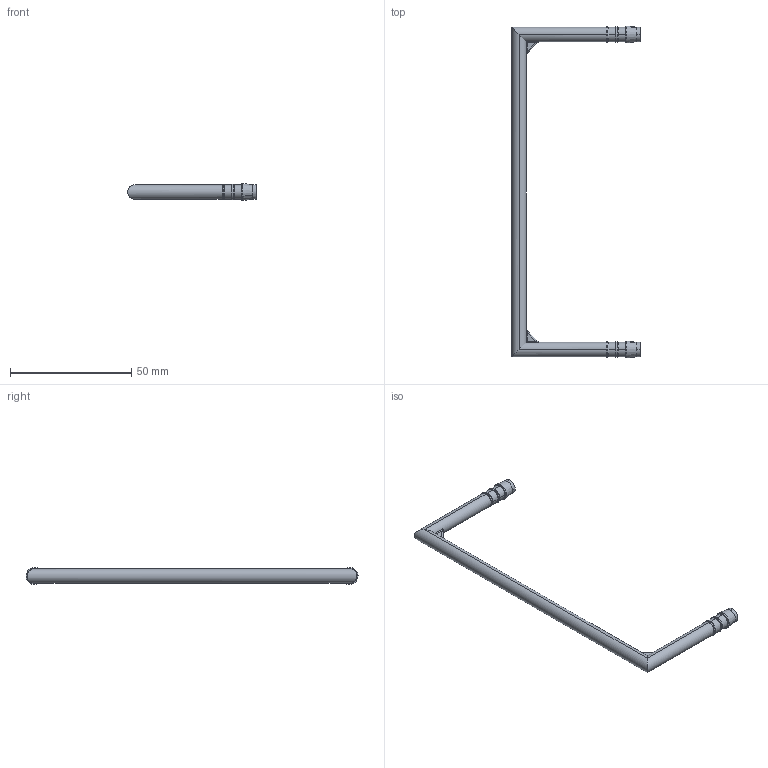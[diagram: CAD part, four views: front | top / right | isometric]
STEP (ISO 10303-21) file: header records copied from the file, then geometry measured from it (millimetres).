
FILE_DESCRIPTION(('CATIA V5 STEP Exchange'),'2;1');
FILE_NAME('Side.stp','2023-08-03T13:03:53+00:00',('none'),('none'),'CATIA Version 5 Release 20 GA (IN-10)','CATIA V5 STEP AP203','none');
FILE_SCHEMA(('CONFIG_CONTROL_DESIGN'));
Length unit declared in the file: millimetre
Products named in the file (1): Side
Bounding box: 53 x 137 x 7 mm (x, y, z)
Volume: 2932.3 mm3; surface area: 7727.7 mm2
Topology: 1 solids, 1 shells, 129 faces, 355 edges, 219 vertices
Faces by surface type: cylinder 93, plane 16, cone 12, bspline 8
Entity records: 4804 total; most frequent: CARTESIAN_POINT 1958, ORIENTED_EDGE 710, DIRECTION 356, EDGE_CURVE 355, VERTEX_POINT 219, AXIS2_PLACEMENT_3D 165, EDGE_LOOP 158, ADVANCED_FACE 129
